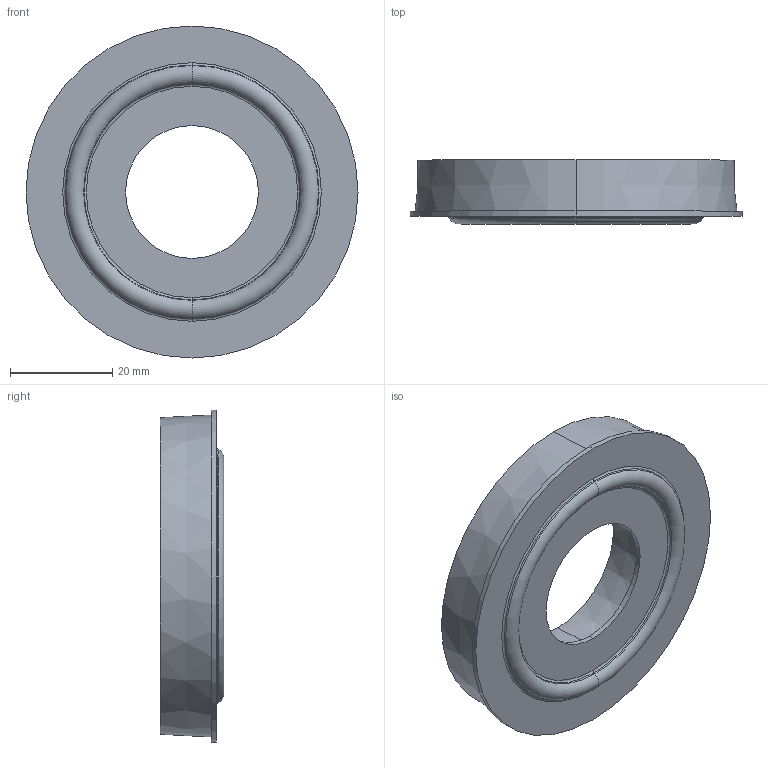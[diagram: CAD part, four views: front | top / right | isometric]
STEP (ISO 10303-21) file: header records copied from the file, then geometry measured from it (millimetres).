
FILE_DESCRIPTION (( 'STEP AP214' ), '1' );
FILE_NAME ('741473_Megiflex-Scheibe_MEGI_ContiTech.STEP', '2013-04-08T08:46:40', ( '' ), ( '' ), 'SwSTEP 2.0', 'SolidWorks 2012', '' );
FILE_SCHEMA (( 'AUTOMOTIVE_DESIGN' ));
Length unit declared in the file: millimetre
Products named in the file (1): 741473_Megiflex-Scheibe_MEGI_ContiTech
Bounding box: 65 x 12.5 x 65 mm (x, y, z)
Volume: 25857.9 mm3; surface area: 8888.6 mm2
Topology: 1 solids, 1 shells, 35 faces, 70 edges, 40 vertices
Faces by surface type: cone 14, torus 12, plane 5, cylinder 4
Entity records: 954 total; most frequent: DIRECTION 194, CARTESIAN_POINT 146, ORIENTED_EDGE 140, AXIS2_PLACEMENT_3D 88, EDGE_CURVE 70, CIRCLE 52, VERTEX_POINT 40, EDGE_LOOP 40
